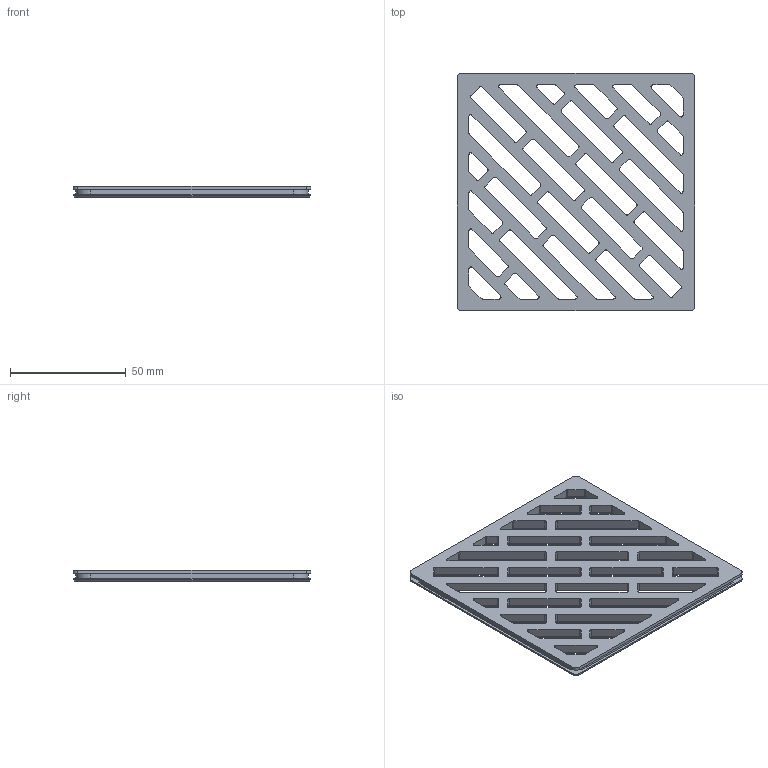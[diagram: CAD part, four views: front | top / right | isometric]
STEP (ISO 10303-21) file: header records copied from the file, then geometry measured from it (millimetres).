
FILE_DESCRIPTION((''),'2;1');
FILE_NAME('51013','2021-09-17T13:44:27',('rsmith'),(''),'CREO PARAMETRIC BY PTC INC, 2018400','CREO PARAMETRIC BY PTC INC, 2018400','');
FILE_SCHEMA(('AUTOMOTIVE_DESIGN { 1 0 10303 214 1 1 1 1 }'));
Length unit declared in the file: inch
Products named in the file (1): 51013
Bounding box: 102.74 x 102.74 x 4.78 mm (x, y, z)
Volume: 25762.2 mm3; surface area: 21845.9 mm2
Topology: 1 solids, 1 shells, 452 faces, 1128 edges, 680 vertices
Faces by surface type: cylinder 160, plane 124, cone 64, torus 60, bspline 44
Entity records: 19161 total; most frequent: CARTESIAN_POINT 4864, ORIENTED_EDGE 2256, DIRECTION 2228, PRESENTATION_STYLE_ASSIGNMENT 1129, STYLED_ITEM 1129, CURVE_STYLE 1128, EDGE_CURVE 1128, AXIS2_PLACEMENT_3D 824
